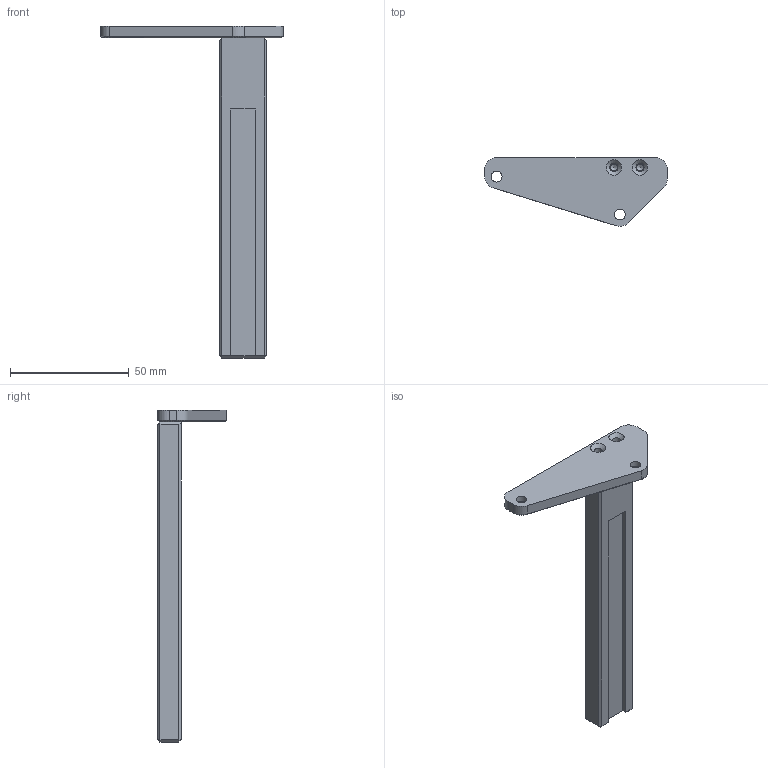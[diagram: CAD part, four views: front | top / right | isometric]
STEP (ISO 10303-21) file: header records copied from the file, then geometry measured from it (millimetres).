
FILE_DESCRIPTION(/* description */ (''),/* implementation_level */ '2;1');
FILE_NAME(/* name */ 'Magnet Strip Mount.step',/* time_stamp */ '2024-01-19T23:53:59+01:00',/* author */ (''),/* organization */ (''),/* preprocessor_version */ 'ST-DEVELOPER v20',/* originating_system */ 'Autodesk Translation Framework v12.14.0.127',/* authorisation */ '');
FILE_SCHEMA (('AUTOMOTIVE_DESIGN { 1 0 10303 214 3 1 1 }'));
Length unit declared in the file: millimetre
Products named in the file (1): Magnet Strip Mount
Bounding box: 77 x 29 x 140 mm (x, y, z)
Volume: 32051 mm3; surface area: 12864.8 mm2
Topology: 2 solids, 2 shells, 71 faces, 160 edges, 91 vertices
Faces by surface type: plane 43, cone 13, cylinder 11, bspline 4
Full cylindrical faces by diameter (mm): 2.8 x2, 3.4 x2, 4.6 x2
Entity records: 2042 total; most frequent: CARTESIAN_POINT 441, DIRECTION 320, ORIENTED_EDGE 316, EDGE_CURVE 158, LINE 116, VECTOR 116, AXIS2_PLACEMENT_3D 102, VERTEX_POINT 91
